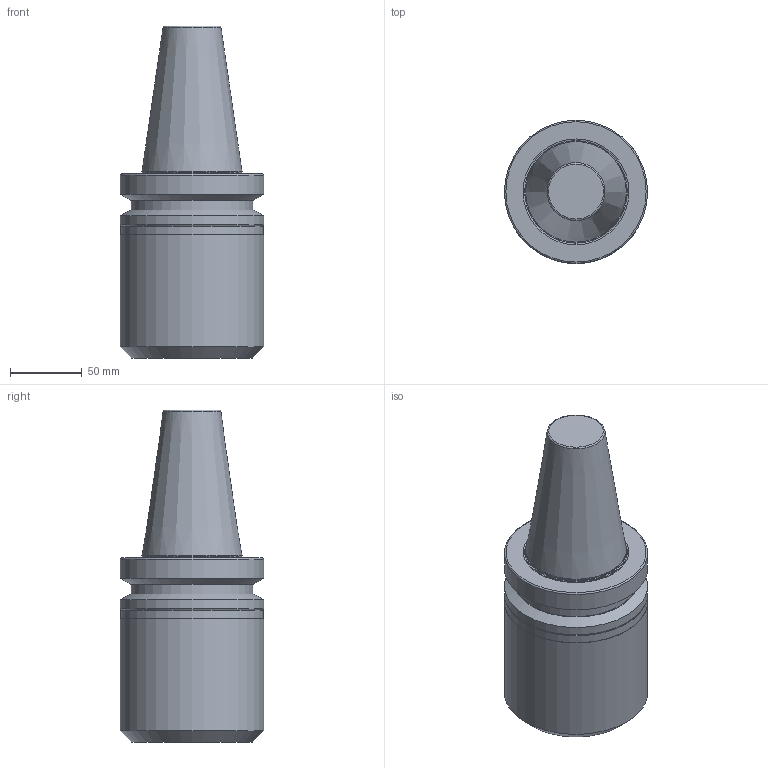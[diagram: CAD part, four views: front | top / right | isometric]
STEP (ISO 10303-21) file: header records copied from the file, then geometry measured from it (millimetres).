
FILE_DESCRIPTION(/* description */ ('3-D model version:1'),/* implementation_level */ '2;1');
FILE_NAME(/* name */ '392.55823-5050130',/* time_stamp */ '2016-12-02T14:02:03',/* author */ ('InteractiveCad'),/* organization */ ('AB Sandvik Coromant'),/* preprocessor_version */ 'ST-DEVELOPER v11',/* originating_system */ 'SIEMENS UGS NX 6.0',/* authorization */ '');
FILE_SCHEMA(('AUTOMOTIVE_DESIGN'));
Length unit declared in the file: millimetre
Products named in the file (1): 392.55823_5050130uu_stp
Bounding box: 100 x 100 x 231.8 mm (x, y, z)
Volume: 1228663.9 mm3; surface area: 72603.1 mm2
Topology: 1 solids, 1 shells, 24 faces, 39 edges, 23 vertices
Faces by surface type: plane 8, cone 6, cylinder 6, torus 4
Full cylindrical faces by diameter (mm): 69.25 x1, 85 x1, 99.5 x1, 99.973 x2, 100 x1
Entity records: 512 total; most frequent: DIRECTION 102, CARTESIAN_POINT 74, AXIS2_PLACEMENT_3D 51, EDGE_LOOP 46, ORIENTED_EDGE 46, FACE_BOUND 44, ADVANCED_FACE 24, VERTEX_POINT 23
